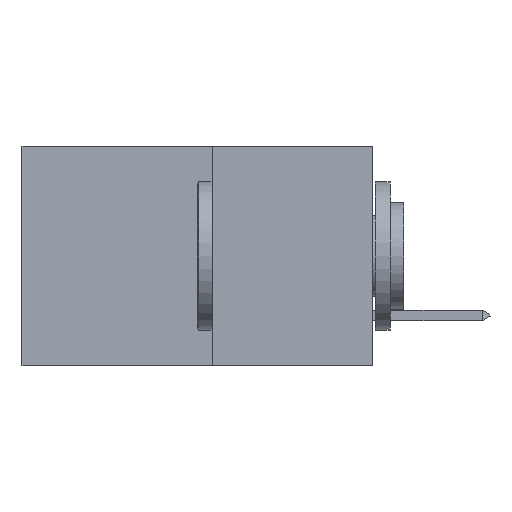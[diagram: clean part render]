
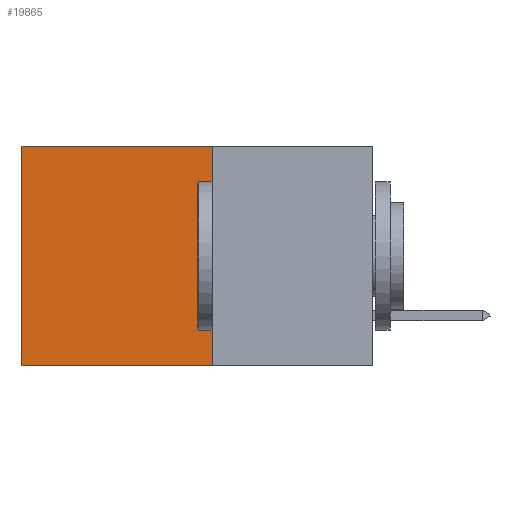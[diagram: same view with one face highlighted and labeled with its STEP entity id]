
A CAD part, left-side view. The second image highlights one B-rep face of the part: STEP entity #19865.
In plain terms, the highlighted planar face has unit normal (-1, 0, 0).
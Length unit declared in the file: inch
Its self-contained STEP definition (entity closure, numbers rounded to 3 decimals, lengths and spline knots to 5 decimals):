
#272 = LINE ( 'NONE', #306, #5945 ) ;
#306 = CARTESIAN_POINT ( 'NONE',  ( 0.277, 0.59, -0.37 ) ) ;
#1265 = CARTESIAN_POINT ( 'NONE',  ( 0.277, 0.27, 0. ) ) ;
#2218 = LINE ( 'NONE', #23271, #18022 ) ;
#3434 = LINE ( 'NONE', #3542, #25612 ) ;
#3542 = CARTESIAN_POINT ( 'NONE',  ( 0.277, 0.27, -0.37 ) ) ;
#5754 = ORIENTED_EDGE ( 'NONE', *, *, #22462, .T. ) ;
#5945 = VECTOR ( 'NONE', #13161, 39.37008 ) ;
#6232 = VERTEX_POINT ( 'NONE', #9105 ) ;
#7149 = EDGE_CURVE ( 'NONE', #11987, #21654, #3434, .T. ) ;
#7314 = AXIS2_PLACEMENT_3D ( 'NONE', #20856, #12300, #27284 ) ;
#9105 = CARTESIAN_POINT ( 'NONE',  ( 0.277, 0.59, 0. ) ) ;
#9416 = ORIENTED_EDGE ( 'NONE', *, *, #11126, .F. ) ;
#11126 = EDGE_CURVE ( 'NONE', #21654, #22131, #2218, .T. ) ;
#11987 = VERTEX_POINT ( 'NONE', #13188 ) ;
#12300 = DIRECTION ( 'NONE',  ( 1., 0., 0. ) ) ;
#12725 = CARTESIAN_POINT ( 'NONE',  ( 0.277, 0.27, -0.37 ) ) ;
#13161 = DIRECTION ( 'NONE',  ( 0., 0., -1. ) ) ;
#13188 = CARTESIAN_POINT ( 'NONE',  ( 0.277, 0.27, 0. ) ) ;
#13888 = LINE ( 'NONE', #1265, #24637 ) ;
#15450 = EDGE_CURVE ( 'NONE', #11987, #6232, #13888, .T. ) ;
#16299 = EDGE_LOOP ( 'NONE', ( #5754, #9416, #20220, #26336 ) ) ;
#16355 = CARTESIAN_POINT ( 'NONE',  ( 0.277, 0.59, -0.37 ) ) ;
#18022 = VECTOR ( 'NONE', #25436, 39.37008 ) ;
#19865 = ADVANCED_FACE ( 'NONE', ( #22891 ), #25177, .F. ) ;
#20220 = ORIENTED_EDGE ( 'NONE', *, *, #7149, .F. ) ;
#20745 = DIRECTION ( 'NONE',  ( 0., 0., -1. ) ) ;
#20856 = CARTESIAN_POINT ( 'NONE',  ( 0.277, 0.27, -0.37 ) ) ;
#21654 = VERTEX_POINT ( 'NONE', #12725 ) ;
#22131 = VERTEX_POINT ( 'NONE', #16355 ) ;
#22462 = EDGE_CURVE ( 'NONE', #6232, #22131, #272, .T. ) ;
#22744 = DIRECTION ( 'NONE',  ( 0., 1., 0. ) ) ;
#22891 = FACE_OUTER_BOUND ( 'NONE', #16299, .T. ) ;
#23271 = CARTESIAN_POINT ( 'NONE',  ( 0.277, 0.27, -0.37 ) ) ;
#24637 = VECTOR ( 'NONE', #22744, 39.37008 ) ;
#25177 = PLANE ( 'NONE',  #7314 ) ;
#25436 = DIRECTION ( 'NONE',  ( 0., 1., 0. ) ) ;
#25612 = VECTOR ( 'NONE', #20745, 39.37008 ) ;
#26336 = ORIENTED_EDGE ( 'NONE', *, *, #15450, .T. ) ;
#27284 = DIRECTION ( 'NONE',  ( 0., 0., -1. ) ) ;
